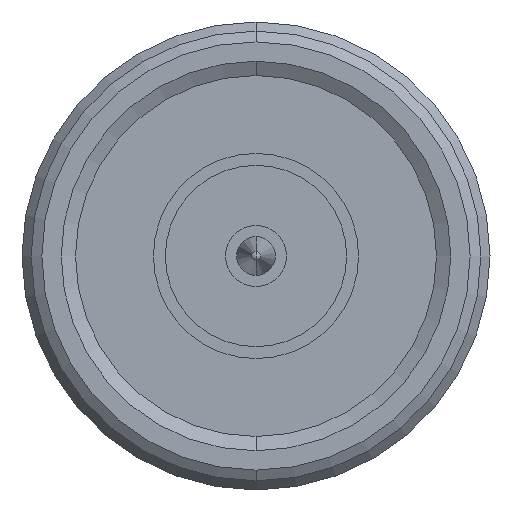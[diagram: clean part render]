
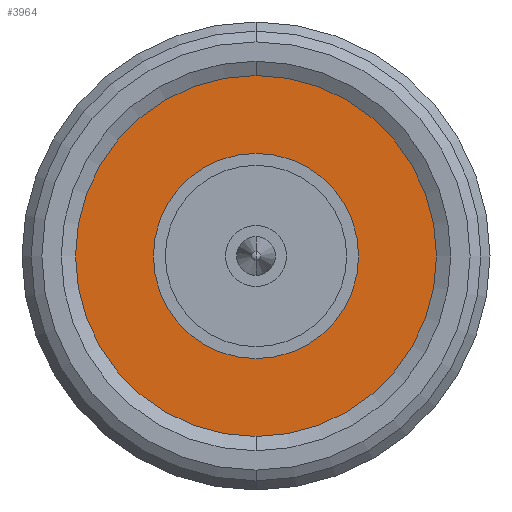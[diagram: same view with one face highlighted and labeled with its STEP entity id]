
A CAD part, left-side view. The second image highlights one B-rep face of the part: STEP entity #3964.
In plain terms, the highlighted face is planar.
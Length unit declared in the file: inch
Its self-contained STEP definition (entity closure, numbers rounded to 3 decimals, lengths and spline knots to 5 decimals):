
#240 = EDGE_CURVE ( 'NONE', #2364, #5233, #4983, .T. ) ;
#328 = ORIENTED_EDGE ( 'NONE', *, *, #4419, .F. ) ;
#471 = DIRECTION ( 'NONE',  ( 1., 0., 0. ) ) ;
#752 = EDGE_LOOP ( 'NONE', ( #2342, #842 ) ) ;
#760 = CARTESIAN_POINT ( 'NONE',  ( 0.0218, 0., 0. ) ) ;
#788 = EDGE_CURVE ( 'NONE', #2959, #1913, #1585, .T. ) ;
#842 = ORIENTED_EDGE ( 'NONE', *, *, #240, .T. ) ;
#866 = DIRECTION ( 'NONE',  ( 0., 0., 1. ) ) ;
#1033 = CARTESIAN_POINT ( 'NONE',  ( 0.0218, 0., 0.17268 ) ) ;
#1150 = AXIS2_PLACEMENT_3D ( 'NONE', #4593, #4198, #866 ) ;
#1160 = AXIS2_PLACEMENT_3D ( 'NONE', #5332, #4091, #4501 ) ;
#1554 = CIRCLE ( 'NONE', #5226, 0.17268 ) ;
#1585 = CIRCLE ( 'NONE', #5194, 0.35915 ) ;
#1646 = CARTESIAN_POINT ( 'NONE',  ( 0.0218, 0., 0.35915 ) ) ;
#1913 = VERTEX_POINT ( 'NONE', #4177 ) ;
#2001 = AXIS2_PLACEMENT_3D ( 'NONE', #2186, #471, #3373 ) ;
#2014 = DIRECTION ( 'NONE',  ( -1., 0., 0. ) ) ;
#2186 = CARTESIAN_POINT ( 'NONE',  ( 0.0218, 0., 0. ) ) ;
#2342 = ORIENTED_EDGE ( 'NONE', *, *, #2825, .T. ) ;
#2364 = VERTEX_POINT ( 'NONE', #3738 ) ;
#2371 = ORIENTED_EDGE ( 'NONE', *, *, #788, .F. ) ;
#2469 = EDGE_LOOP ( 'NONE', ( #2371, #328 ) ) ;
#2541 = PLANE ( 'NONE',  #2001 ) ;
#2825 = EDGE_CURVE ( 'NONE', #5233, #2364, #1554, .T. ) ;
#2907 = DIRECTION ( 'NONE',  ( -1., 0., 0. ) ) ;
#2959 = VERTEX_POINT ( 'NONE', #1646 ) ;
#3198 = DIRECTION ( 'NONE',  ( 0., 0., 1. ) ) ;
#3360 = DIRECTION ( 'NONE',  ( 0., 0., 1. ) ) ;
#3373 = DIRECTION ( 'NONE',  ( 0., 0., -1. ) ) ;
#3534 = FACE_OUTER_BOUND ( 'NONE', #2469, .T. ) ;
#3728 = CARTESIAN_POINT ( 'NONE',  ( 0.0218, 0., 0. ) ) ;
#3738 = CARTESIAN_POINT ( 'NONE',  ( 0.0218, 0., -0.17268 ) ) ;
#3939 = FACE_BOUND ( 'NONE', #752, .T. ) ;
#3964 = ADVANCED_FACE ( 'NONE', ( #3939, #3534 ), #2541, .T. ) ;
#4058 = CIRCLE ( 'NONE', #1160, 0.35915 ) ;
#4091 = DIRECTION ( 'NONE',  ( -1., 0., 0. ) ) ;
#4177 = CARTESIAN_POINT ( 'NONE',  ( 0.0218, 0., -0.35915 ) ) ;
#4198 = DIRECTION ( 'NONE',  ( -1., 0., 0. ) ) ;
#4419 = EDGE_CURVE ( 'NONE', #1913, #2959, #4058, .T. ) ;
#4501 = DIRECTION ( 'NONE',  ( 0., 0., 1. ) ) ;
#4593 = CARTESIAN_POINT ( 'NONE',  ( 0.0218, 0., 0. ) ) ;
#4983 = CIRCLE ( 'NONE', #1150, 0.17268 ) ;
#5194 = AXIS2_PLACEMENT_3D ( 'NONE', #3728, #2907, #3360 ) ;
#5226 = AXIS2_PLACEMENT_3D ( 'NONE', #760, #2014, #3198 ) ;
#5233 = VERTEX_POINT ( 'NONE', #1033 ) ;
#5332 = CARTESIAN_POINT ( 'NONE',  ( 0.0218, 0., 0. ) ) ;
